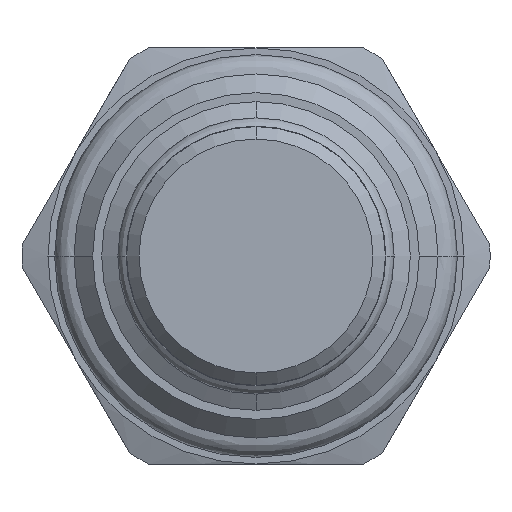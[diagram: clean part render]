
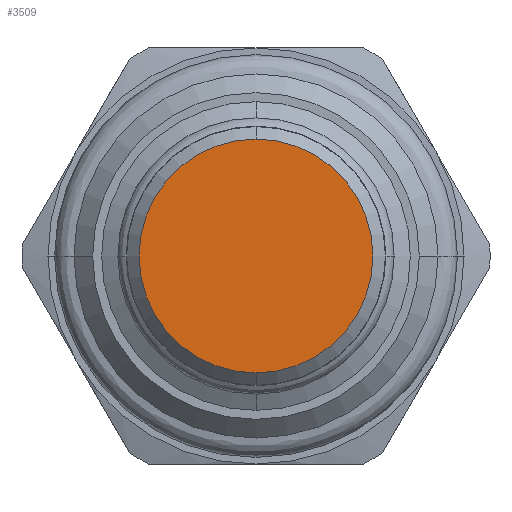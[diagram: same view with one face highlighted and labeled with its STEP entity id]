
A CAD part, front view. The second image highlights one B-rep face of the part: STEP entity #3509.
In plain terms, the highlighted planar face has unit normal (0, -1, 0).
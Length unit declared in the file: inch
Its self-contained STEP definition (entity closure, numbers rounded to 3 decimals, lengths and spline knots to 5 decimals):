
#1331=CARTESIAN_POINT('',(0.,-1.25273,0.));
#1332=DIRECTION('',(0.,1.,0.));
#1333=DIRECTION('',(0.,0.,1.));
#1334=AXIS2_PLACEMENT_3D('',#1331,#1332,#1333);
#1349=CARTESIAN_POINT('',(0.,-1.25273,0.));
#1350=DIRECTION('',(0.,1.,0.));
#1351=DIRECTION('',(0.,0.,-1.));
#1352=AXIS2_PLACEMENT_3D('',#1349,#1350,#1351);
#1431=CARTESIAN_POINT('',(0.,-1.25273,-0.281));
#1432=CARTESIAN_POINT('',(0.,-1.25273,0.281));
#1433=VERTEX_POINT('',#1431);
#1434=VERTEX_POINT('',#1432);
#3499=CARTESIAN_POINT('',(0.,-1.25273,0.));
#3500=DIRECTION('',(0.,-1.,0.));
#3501=DIRECTION('',(0.,0.,-1.));
#3502=AXIS2_PLACEMENT_3D('',#3499,#3500,#3501);
#3503=PLANE('',#3502);
#3504=ORIENTED_EDGE('',*,*,#3489,.T.);
#3506=ORIENTED_EDGE('',*,*,#3505,.T.);
#3507=EDGE_LOOP('',(#3504,#3506));
#3508=FACE_OUTER_BOUND('',#3507,.F.);
#3509=ADVANCED_FACE('',(#3508),#3503,.T.);
#1335=CIRCLE('',#1334,0.281);
#1353=CIRCLE('',#1352,0.281);
#3489=EDGE_CURVE('',#1434,#1433,#1335,.T.);
#3505=EDGE_CURVE('',#1433,#1434,#1353,.T.);
